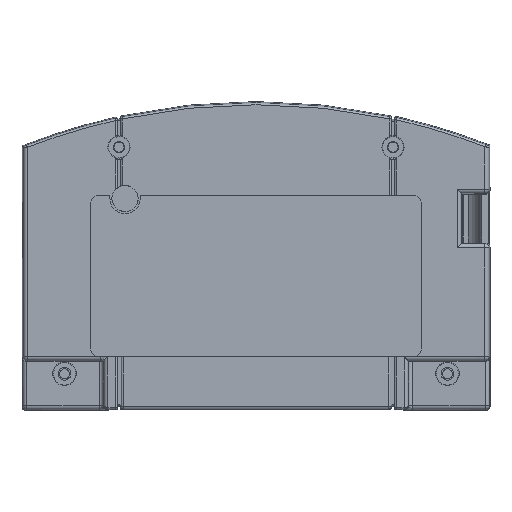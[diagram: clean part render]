
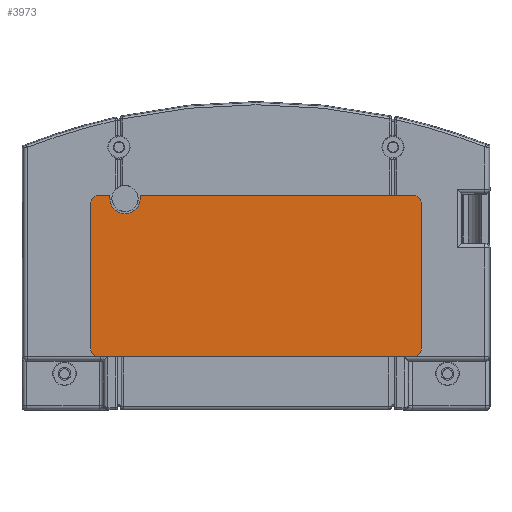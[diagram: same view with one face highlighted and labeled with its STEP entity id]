
A CAD part, top view. The second image highlights one B-rep face of the part: STEP entity #3973.
In plain terms, the highlighted planar face has unit normal (0, 0, 1).
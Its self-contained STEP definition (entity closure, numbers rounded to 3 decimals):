
#3973=ADVANCED_FACE('',(#5157),#4738,.T.);
#4738=PLANE('',#18626);
#5157=FACE_OUTER_BOUND('',#6004,.T.);
#6004=EDGE_LOOP('',(#8287,#8288,#8289,#8290,#8291,#8292,#8293,#8294,#8295,
#8296,#8297,#8298,#8299,#8300,#8301,#8302,#8303,#8304));
#7008=CIRCLE('',#18614,2.);
#7009=CIRCLE('',#18620,2.);
#7010=CIRCLE('',#18623,3.75);
#7011=CIRCLE('',#18624,2.);
#7012=CIRCLE('',#18625,2.);
#8287=ORIENTED_EDGE('',*,*,#14303,.F.);
#8288=ORIENTED_EDGE('',*,*,#14313,.F.);
#8289=ORIENTED_EDGE('',*,*,#14299,.F.);
#8290=ORIENTED_EDGE('',*,*,#14296,.F.);
#8291=ORIENTED_EDGE('',*,*,#14301,.F.);
#8292=ORIENTED_EDGE('',*,*,#14314,.F.);
#8293=ORIENTED_EDGE('',*,*,#14315,.F.);
#8294=ORIENTED_EDGE('',*,*,#14316,.F.);
#8295=ORIENTED_EDGE('',*,*,#14317,.F.);
#8296=ORIENTED_EDGE('',*,*,#14318,.T.);
#8297=ORIENTED_EDGE('',*,*,#14319,.F.);
#8298=ORIENTED_EDGE('',*,*,#14320,.F.);
#8299=ORIENTED_EDGE('',*,*,#14321,.F.);
#8300=ORIENTED_EDGE('',*,*,#14311,.F.);
#8301=ORIENTED_EDGE('',*,*,#14309,.F.);
#8302=ORIENTED_EDGE('',*,*,#14308,.F.);
#8303=ORIENTED_EDGE('',*,*,#14306,.T.);
#8304=ORIENTED_EDGE('',*,*,#14305,.F.);
#12235=VERTEX_POINT('',#24613);
#12238=VERTEX_POINT('',#24621);
#12241=VERTEX_POINT('',#24629);
#12248=VERTEX_POINT('',#24655);
#12553=VERTEX_POINT('',#26157);
#12554=VERTEX_POINT('',#26194);
#12563=VERTEX_POINT('',#26294);
#12564=VERTEX_POINT('',#26296);
#12565=VERTEX_POINT('',#26300);
#12566=VERTEX_POINT('',#26304);
#12567=VERTEX_POINT('',#26308);
#12568=VERTEX_POINT('',#26310);
#12569=VERTEX_POINT('',#26318);
#12570=VERTEX_POINT('',#26322);
#12571=VERTEX_POINT('',#26326);
#12572=VERTEX_POINT('',#26331);
#12573=VERTEX_POINT('',#26333);
#12574=VERTEX_POINT('',#26339);
#14296=EDGE_CURVE('',#12563,#12564,#16200,.T.);
#14299=EDGE_CURVE('',#12564,#12565,#16203,.T.);
#14301=EDGE_CURVE('',#12566,#12563,#7008,.T.);
#14303=EDGE_CURVE('',#12567,#12568,#16206,.T.);
#14305=EDGE_CURVE('',#12568,#12554,#16208,.T.);
#14306=EDGE_CURVE('',#12553,#12554,#16209,.T.);
#14308=EDGE_CURVE('',#12553,#12569,#16211,.T.);
#14309=EDGE_CURVE('',#12569,#12570,#7009,.T.);
#14311=EDGE_CURVE('',#12570,#12571,#16213,.T.);
#14313=EDGE_CURVE('',#12565,#12567,#7010,.T.);
#14314=EDGE_CURVE('',#12572,#12566,#16215,.T.);
#14315=EDGE_CURVE('',#12573,#12572,#7011,.T.);
#14316=EDGE_CURVE('',#12235,#12573,#16216,.T.);
#14317=EDGE_CURVE('',#12241,#12235,#16217,.T.);
#14318=EDGE_CURVE('',#12241,#12238,#16218,.T.);
#14319=EDGE_CURVE('',#12248,#12238,#16219,.T.);
#14320=EDGE_CURVE('',#12574,#12248,#16220,.T.);
#14321=EDGE_CURVE('',#12571,#12574,#7012,.T.);
#16200=LINE('',#26295,#17374);
#16203=LINE('',#26301,#17377);
#16206=LINE('',#26309,#17380);
#16208=LINE('',#26313,#17382);
#16209=LINE('',#26315,#17383);
#16211=LINE('',#26319,#17385);
#16213=LINE('',#26325,#17387);
#16215=LINE('',#26330,#17389);
#16216=LINE('',#26334,#17390);
#16217=LINE('',#26335,#17391);
#16218=LINE('',#26336,#17392);
#16219=LINE('',#26337,#17393);
#16220=LINE('',#26338,#17394);
#17374=VECTOR('',#20233,1.);
#17377=VECTOR('',#20238,1.);
#17380=VECTOR('',#20247,1.);
#17382=VECTOR('',#20251,1.);
#17383=VECTOR('',#20254,1.);
#17385=VECTOR('',#20258,1.);
#17387=VECTOR('',#20266,1.);
#17389=VECTOR('',#20272,1.);
#17390=VECTOR('',#20275,1.);
#17391=VECTOR('',#20276,1.);
#17392=VECTOR('',#20277,1.);
#17393=VECTOR('',#20278,1.);
#17394=VECTOR('',#20279,1.);
#18614=AXIS2_PLACEMENT_3D('',#26305,#20242,#20243);
#18620=AXIS2_PLACEMENT_3D('',#26321,#20261,#20262);
#18623=AXIS2_PLACEMENT_3D('',#26329,#20270,#20271);
#18624=AXIS2_PLACEMENT_3D('',#26332,#20273,#20274);
#18625=AXIS2_PLACEMENT_3D('',#26340,#20280,#20281);
#18626=AXIS2_PLACEMENT_3D('',#26341,#20282,#20283);
#20233=DIRECTION('',(1.,0.,0.));
#20238=DIRECTION('',(0.,-1.,0.));
#20242=DIRECTION('',(0.,0.,-1.));
#20243=DIRECTION('',(0.,1.,0.));
#20247=DIRECTION('',(0.,1.,0.));
#20251=DIRECTION('',(1.,0.,0.));
#20254=DIRECTION('',(-1.,0.,0.));
#20258=DIRECTION('',(1.,0.,0.));
#20261=DIRECTION('',(0.,0.,-1.));
#20262=DIRECTION('',(1.,0.,0.));
#20266=DIRECTION('',(0.,-1.,0.));
#20270=DIRECTION('',(0.,0.,1.));
#20271=DIRECTION('',(1.,0.,0.));
#20272=DIRECTION('',(0.,1.,0.));
#20273=DIRECTION('',(0.,0.,-1.));
#20274=DIRECTION('',(-1.,0.,0.));
#20275=DIRECTION('',(-1.,0.,0.));
#20276=DIRECTION('',(-1.,0.,0.));
#20277=DIRECTION('',(1.,0.,0.));
#20278=DIRECTION('',(-1.,0.,0.));
#20279=DIRECTION('',(-1.,0.,0.));
#20280=DIRECTION('',(0.,0.,-1.));
#20281=DIRECTION('',(0.,-1.,0.));
#20282=DIRECTION('',(0.,0.,1.));
#20283=DIRECTION('',(1.,0.,0.));
#24613=CARTESIAN_POINT('',(-34.447,1.,8.8));
#24621=CARTESIAN_POINT('',(33.377,1.,8.8));
#24629=CARTESIAN_POINT('',(-33.377,1.,8.8));
#24655=CARTESIAN_POINT('',(34.447,1.,8.8));
#26157=CARTESIAN_POINT('',(34.447,41.,8.8));
#26194=CARTESIAN_POINT('',(33.553,41.,8.8));
#26294=CARTESIAN_POINT('',(-39.,41.,8.8));
#26295=CARTESIAN_POINT('',(-39.,41.,8.8));
#26296=CARTESIAN_POINT('',(-36.25,41.,8.8));
#26300=CARTESIAN_POINT('',(-36.25,40.25,8.8));
#26301=CARTESIAN_POINT('',(-36.25,41.,8.8));
#26304=CARTESIAN_POINT('',(-41.,39.,8.8));
#26305=CARTESIAN_POINT('',(-39.,39.,8.8));
#26308=CARTESIAN_POINT('',(-28.75,40.25,8.8));
#26309=CARTESIAN_POINT('',(-28.75,40.25,8.8));
#26310=CARTESIAN_POINT('',(-28.75,41.,8.8));
#26313=CARTESIAN_POINT('',(-28.75,41.,8.8));
#26315=CARTESIAN_POINT('',(34.447,41.,8.8));
#26318=CARTESIAN_POINT('',(39.,41.,8.8));
#26319=CARTESIAN_POINT('',(34.447,41.,8.8));
#26321=CARTESIAN_POINT('',(39.,39.,8.8));
#26322=CARTESIAN_POINT('',(41.,39.,8.8));
#26325=CARTESIAN_POINT('',(41.,39.,8.8));
#26326=CARTESIAN_POINT('',(41.,3.,8.8));
#26329=CARTESIAN_POINT('',(-32.5,40.25,8.8));
#26330=CARTESIAN_POINT('',(-41.,3.,8.8));
#26331=CARTESIAN_POINT('',(-41.,3.,8.8));
#26332=CARTESIAN_POINT('',(-39.,3.,8.8));
#26333=CARTESIAN_POINT('',(-39.,1.,8.8));
#26334=CARTESIAN_POINT('',(-34.447,1.,8.8));
#26335=CARTESIAN_POINT('',(-33.546,1.,8.8));
#26336=CARTESIAN_POINT('',(-33.546,1.,8.8));
#26337=CARTESIAN_POINT('',(34.447,1.,8.8));
#26338=CARTESIAN_POINT('',(39.,1.,8.8));
#26339=CARTESIAN_POINT('',(39.,1.,8.8));
#26340=CARTESIAN_POINT('',(39.,3.,8.8));
#26341=CARTESIAN_POINT('',(0.,21.,8.8));
